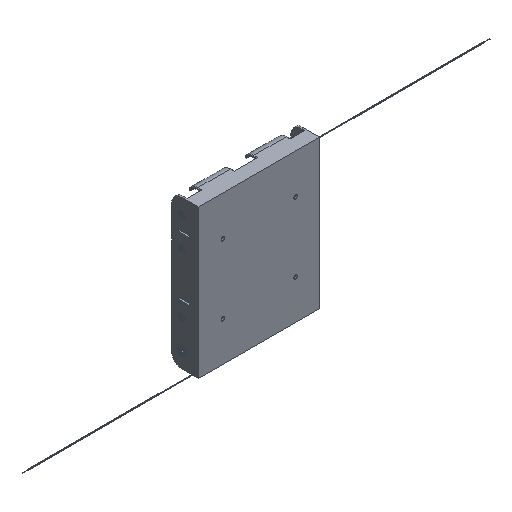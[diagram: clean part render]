
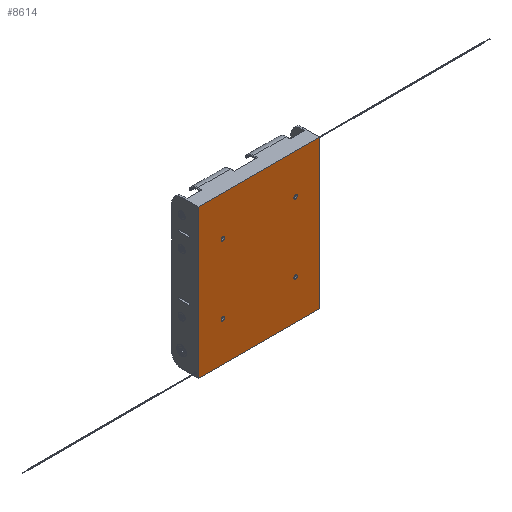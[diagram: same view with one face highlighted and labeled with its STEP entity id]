
A CAD part, isometric view. The second image highlights one B-rep face of the part: STEP entity #8614.
In plain terms, the highlighted planar face has unit normal (0, -1, 0).
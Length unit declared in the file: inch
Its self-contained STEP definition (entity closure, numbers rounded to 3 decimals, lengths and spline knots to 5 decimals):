
#56 = ORIENTED_EDGE ( 'NONE', *, *, #16344, .T. ) ;
#97 = CARTESIAN_POINT ( 'NONE',  ( 2.165, 0., 2.657 ) ) ;
#226 = CARTESIAN_POINT ( 'NONE',  ( 1.3, 0., -1.1775 ) ) ;
#479 = CARTESIAN_POINT ( 'NONE',  ( 1.3, 0., 1.24 ) ) ;
#489 = CIRCLE ( 'NONE', #23650, 0.0625 ) ;
#550 = CARTESIAN_POINT ( 'NONE',  ( -1.3, 0., 1.24 ) ) ;
#910 = DIRECTION ( 'NONE',  ( 0., 0., 1. ) ) ;
#988 = EDGE_CURVE ( 'NONE', #1259, #4262, #7892, .T. ) ;
#1163 = LINE ( 'NONE', #3359, #7228 ) ;
#1259 = VERTEX_POINT ( 'NONE', #20405 ) ;
#1747 = DIRECTION ( 'NONE',  ( 0., 0., 1. ) ) ;
#1956 = EDGE_CURVE ( 'NONE', #21593, #3833, #15299, .T. ) ;
#2077 = LINE ( 'NONE', #10063, #14688 ) ;
#2554 = DIRECTION ( 'NONE',  ( 1., 0., 0. ) ) ;
#2957 = EDGE_CURVE ( 'NONE', #10168, #20474, #2077, .T. ) ;
#3359 = CARTESIAN_POINT ( 'NONE',  ( -2.165, 0., 0. ) ) ;
#3763 = FACE_BOUND ( 'NONE', #20101, .T. ) ;
#3833 = VERTEX_POINT ( 'NONE', #24219 ) ;
#4107 = VERTEX_POINT ( 'NONE', #226 ) ;
#4262 = VERTEX_POINT ( 'NONE', #16734 ) ;
#4371 = VERTEX_POINT ( 'NONE', #15718 ) ;
#4427 = CARTESIAN_POINT ( 'NONE',  ( -1.3, 0., -1.3025 ) ) ;
#4713 = DIRECTION ( 'NONE',  ( 0., 1., 0. ) ) ;
#4930 = CARTESIAN_POINT ( 'NONE',  ( -1.3, 0., 1.24 ) ) ;
#5196 = CARTESIAN_POINT ( 'NONE',  ( 1.3, 0., -1.24 ) ) ;
#5624 = EDGE_CURVE ( 'NONE', #15923, #12503, #489, .T. ) ;
#6065 = DIRECTION ( 'NONE',  ( 0., 0., -1. ) ) ;
#6415 = EDGE_CURVE ( 'NONE', #12503, #15923, #13672, .T. ) ;
#6626 = CIRCLE ( 'NONE', #7475, 0.0625 ) ;
#6739 = CARTESIAN_POINT ( 'NONE',  ( -2.165, 0., -2.657 ) ) ;
#6747 = ORIENTED_EDGE ( 'NONE', *, *, #988, .T. ) ;
#6944 = ORIENTED_EDGE ( 'NONE', *, *, #18860, .T. ) ;
#7228 = VECTOR ( 'NONE', #20266, 39.37008 ) ;
#7405 = CARTESIAN_POINT ( 'NONE',  ( -1.3, 0., -1.24 ) ) ;
#7475 = AXIS2_PLACEMENT_3D ( 'NONE', #5196, #22368, #22543 ) ;
#7686 = LINE ( 'NONE', #19265, #23532 ) ;
#7892 = CIRCLE ( 'NONE', #16687, 0.0625 ) ;
#8188 = EDGE_LOOP ( 'NONE', ( #17300, #56, #14985, #16519 ) ) ;
#8614 = ADVANCED_FACE ( 'NONE', ( #9173, #20824, #11279, #14241, #3763 ), #18620, .F. ) ;
#8687 = VERTEX_POINT ( 'NONE', #17947 ) ;
#8718 = DIRECTION ( 'NONE',  ( 0., 1., 0. ) ) ;
#8730 = CARTESIAN_POINT ( 'NONE',  ( 1.3, 0., 1.24 ) ) ;
#9010 = EDGE_LOOP ( 'NONE', ( #24487, #23339 ) ) ;
#9013 = DIRECTION ( 'NONE',  ( 0., 0., 1. ) ) ;
#9091 = EDGE_CURVE ( 'NONE', #20474, #3833, #7686, .T. ) ;
#9173 = FACE_OUTER_BOUND ( 'NONE', #8188, .T. ) ;
#9191 = DIRECTION ( 'NONE',  ( 1., 0., 0. ) ) ;
#9230 = EDGE_CURVE ( 'NONE', #4262, #1259, #12160, .T. ) ;
#9534 = CIRCLE ( 'NONE', #21469, 0.0625 ) ;
#9829 = EDGE_LOOP ( 'NONE', ( #23606, #6747 ) ) ;
#10063 = CARTESIAN_POINT ( 'NONE',  ( 0., 0., 2.657 ) ) ;
#10168 = VERTEX_POINT ( 'NONE', #13839 ) ;
#10380 = ORIENTED_EDGE ( 'NONE', *, *, #5624, .T. ) ;
#11279 = FACE_BOUND ( 'NONE', #21175, .T. ) ;
#11515 = VERTEX_POINT ( 'NONE', #12278 ) ;
#12064 = CIRCLE ( 'NONE', #16386, 0.0625 ) ;
#12160 = CIRCLE ( 'NONE', #12963, 0.0625 ) ;
#12278 = CARTESIAN_POINT ( 'NONE',  ( 1.3, 0., -1.3025 ) ) ;
#12347 = ORIENTED_EDGE ( 'NONE', *, *, #13863, .T. ) ;
#12423 = CARTESIAN_POINT ( 'NONE',  ( 0., 0., 0. ) ) ;
#12476 = DIRECTION ( 'NONE',  ( 0., 0., 1. ) ) ;
#12503 = VERTEX_POINT ( 'NONE', #4427 ) ;
#12559 = DIRECTION ( 'NONE',  ( 0., 0., 1. ) ) ;
#12963 = AXIS2_PLACEMENT_3D ( 'NONE', #550, #21523, #15733 ) ;
#13672 = CIRCLE ( 'NONE', #21574, 0.0625 ) ;
#13783 = ORIENTED_EDGE ( 'NONE', *, *, #6415, .T. ) ;
#13839 = CARTESIAN_POINT ( 'NONE',  ( -2.165, 0., 2.657 ) ) ;
#13863 = EDGE_CURVE ( 'NONE', #4371, #8687, #12064, .T. ) ;
#13986 = CARTESIAN_POINT ( 'NONE',  ( -1.3, 0., -1.1775 ) ) ;
#14241 = FACE_BOUND ( 'NONE', #9010, .T. ) ;
#14562 = DIRECTION ( 'NONE',  ( 0., 1., 0. ) ) ;
#14688 = VECTOR ( 'NONE', #2554, 39.37008 ) ;
#14856 = CARTESIAN_POINT ( 'NONE',  ( 0., 0., -2.657 ) ) ;
#14985 = ORIENTED_EDGE ( 'NONE', *, *, #1956, .T. ) ;
#15299 = LINE ( 'NONE', #14856, #24609 ) ;
#15718 = CARTESIAN_POINT ( 'NONE',  ( 1.3, 0., 1.1775 ) ) ;
#15733 = DIRECTION ( 'NONE',  ( 0., 0., 1. ) ) ;
#15750 = DIRECTION ( 'NONE',  ( 0., 1., 0. ) ) ;
#15923 = VERTEX_POINT ( 'NONE', #13986 ) ;
#16240 = EDGE_CURVE ( 'NONE', #4107, #11515, #6626, .T. ) ;
#16344 = EDGE_CURVE ( 'NONE', #10168, #21593, #1163, .T. ) ;
#16366 = DIRECTION ( 'NONE',  ( 0., 1., 0. ) ) ;
#16386 = AXIS2_PLACEMENT_3D ( 'NONE', #8730, #14562, #12559 ) ;
#16519 = ORIENTED_EDGE ( 'NONE', *, *, #9091, .F. ) ;
#16687 = AXIS2_PLACEMENT_3D ( 'NONE', #4930, #16366, #17895 ) ;
#16734 = CARTESIAN_POINT ( 'NONE',  ( -1.3, 0., 1.1775 ) ) ;
#17300 = ORIENTED_EDGE ( 'NONE', *, *, #2957, .F. ) ;
#17895 = DIRECTION ( 'NONE',  ( 0., 0., 1. ) ) ;
#17947 = CARTESIAN_POINT ( 'NONE',  ( 1.3, 0., 1.3025 ) ) ;
#18165 = CARTESIAN_POINT ( 'NONE',  ( 1.3, 0., -1.24 ) ) ;
#18620 = PLANE ( 'NONE',  #23365 ) ;
#18627 = CARTESIAN_POINT ( 'NONE',  ( -1.3, 0., -1.24 ) ) ;
#18860 = EDGE_CURVE ( 'NONE', #8687, #4371, #19684, .T. ) ;
#19180 = DIRECTION ( 'NONE',  ( 0., 1., 0. ) ) ;
#19265 = CARTESIAN_POINT ( 'NONE',  ( 2.165, 0., 0. ) ) ;
#19684 = CIRCLE ( 'NONE', #20848, 0.0625 ) ;
#19951 = EDGE_CURVE ( 'NONE', #11515, #4107, #9534, .T. ) ;
#20101 = EDGE_LOOP ( 'NONE', ( #13783, #10380 ) ) ;
#20266 = DIRECTION ( 'NONE',  ( 0., 0., -1. ) ) ;
#20405 = CARTESIAN_POINT ( 'NONE',  ( -1.3, 0., 1.3025 ) ) ;
#20474 = VERTEX_POINT ( 'NONE', #97 ) ;
#20824 = FACE_BOUND ( 'NONE', #9829, .T. ) ;
#20848 = AXIS2_PLACEMENT_3D ( 'NONE', #479, #15750, #23302 ) ;
#21175 = EDGE_LOOP ( 'NONE', ( #12347, #6944 ) ) ;
#21469 = AXIS2_PLACEMENT_3D ( 'NONE', #18165, #8718, #12476 ) ;
#21523 = DIRECTION ( 'NONE',  ( 0., 1., 0. ) ) ;
#21574 = AXIS2_PLACEMENT_3D ( 'NONE', #7405, #19180, #1747 ) ;
#21593 = VERTEX_POINT ( 'NONE', #6739 ) ;
#22069 = DIRECTION ( 'NONE',  ( 0., 1., 0. ) ) ;
#22368 = DIRECTION ( 'NONE',  ( 0., 1., 0. ) ) ;
#22543 = DIRECTION ( 'NONE',  ( 0., 0., 1. ) ) ;
#23302 = DIRECTION ( 'NONE',  ( 0., 0., 1. ) ) ;
#23339 = ORIENTED_EDGE ( 'NONE', *, *, #16240, .T. ) ;
#23365 = AXIS2_PLACEMENT_3D ( 'NONE', #12423, #4713, #910 ) ;
#23532 = VECTOR ( 'NONE', #6065, 39.37008 ) ;
#23606 = ORIENTED_EDGE ( 'NONE', *, *, #9230, .T. ) ;
#23650 = AXIS2_PLACEMENT_3D ( 'NONE', #18627, #22069, #9013 ) ;
#24219 = CARTESIAN_POINT ( 'NONE',  ( 2.165, 0., -2.657 ) ) ;
#24487 = ORIENTED_EDGE ( 'NONE', *, *, #19951, .T. ) ;
#24609 = VECTOR ( 'NONE', #9191, 39.37008 ) ;
